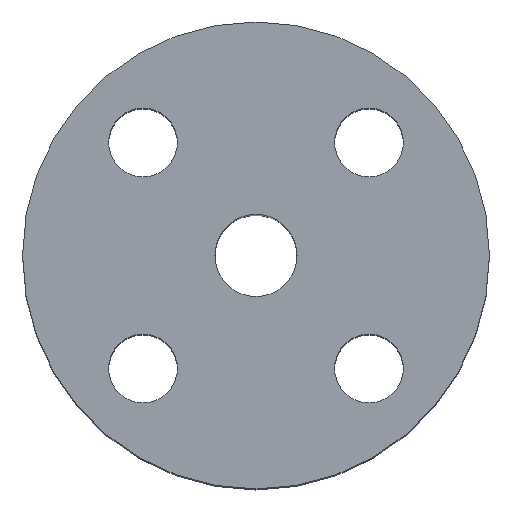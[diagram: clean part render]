
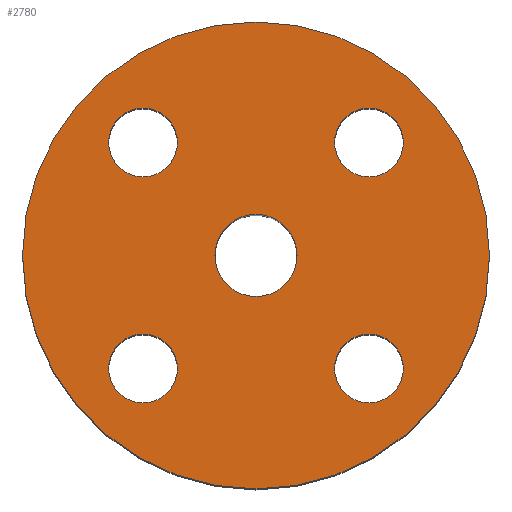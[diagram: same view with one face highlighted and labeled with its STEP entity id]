
A CAD part, top view. The second image highlights one B-rep face of the part: STEP entity #2780.
In plain terms, the highlighted planar face has unit normal (0, 0, 1).
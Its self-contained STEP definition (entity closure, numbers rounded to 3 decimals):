
#930 = CARTESIAN_POINT ( 'NONE',  ( 47.5, 0., 0. ) ) ;
#1083 = VERTEX_POINT ( 'NONE', #4334 ) ;
#1692 = DIRECTION ( 'NONE',  ( 0., 0., 1. ) ) ;
#1835 = EDGE_CURVE ( 'NONE', #19069, #5727, #11618, .T. ) ;
#1837 = CARTESIAN_POINT ( 'NONE',  ( 22.981, -22.981, 0. ) ) ;
#2054 = CARTESIAN_POINT ( 'NONE',  ( 0., 0., 0. ) ) ;
#2082 = DIRECTION ( 'NONE',  ( 0., -1., 0. ) ) ;
#2174 = DIRECTION ( 'NONE',  ( 0., 0., 1. ) ) ;
#2323 = DIRECTION ( 'NONE',  ( 0., 0., 1. ) ) ;
#2594 = AXIS2_PLACEMENT_3D ( 'NONE', #23377, #21179, #2082 ) ;
#2613 = CARTESIAN_POINT ( 'NONE',  ( 0., 0., 0. ) ) ;
#2749 = DIRECTION ( 'NONE',  ( 1., 0., 0. ) ) ;
#2780 = ADVANCED_FACE ( 'NONE', ( #18662, #3819, #26906, #3961, #18389, #24697 ), #11918, .F. ) ;
#2841 = AXIS2_PLACEMENT_3D ( 'NONE', #11122, #19636, #25951 ) ;
#3458 = EDGE_CURVE ( 'NONE', #8367, #21944, #26834, .T. ) ;
#3819 = FACE_BOUND ( 'NONE', #7411, .T. ) ;
#3961 = FACE_BOUND ( 'NONE', #13628, .T. ) ;
#4089 = EDGE_CURVE ( 'NONE', #20050, #21605, #4468, .T. ) ;
#4108 = ORIENTED_EDGE ( 'NONE', *, *, #5104, .F. ) ;
#4287 = CARTESIAN_POINT ( 'NONE',  ( -22.981, -22.981, 0. ) ) ;
#4334 = CARTESIAN_POINT ( 'NONE',  ( -29.981, 22.981, 0. ) ) ;
#4468 = CIRCLE ( 'NONE', #15874, 8.35 ) ;
#4990 = ORIENTED_EDGE ( 'NONE', *, *, #4089, .F. ) ;
#5097 = DIRECTION ( 'NONE',  ( -1., 0., 0. ) ) ;
#5104 = EDGE_CURVE ( 'NONE', #1083, #5186, #27174, .T. ) ;
#5120 = EDGE_LOOP ( 'NONE', ( #4990, #18320 ) ) ;
#5186 = VERTEX_POINT ( 'NONE', #5636 ) ;
#5209 = CIRCLE ( 'NONE', #6546, 7. ) ;
#5373 = DIRECTION ( 'NONE',  ( 0., 0., 1. ) ) ;
#5636 = CARTESIAN_POINT ( 'NONE',  ( -15.981, 22.981, 0. ) ) ;
#5727 = VERTEX_POINT ( 'NONE', #16387 ) ;
#6053 = CARTESIAN_POINT ( 'NONE',  ( 29.981, -22.981, 0. ) ) ;
#6316 = CARTESIAN_POINT ( 'NONE',  ( 0., 0., 0. ) ) ;
#6546 = AXIS2_PLACEMENT_3D ( 'NONE', #7161, #5373, #11679 ) ;
#6697 = EDGE_CURVE ( 'NONE', #5186, #1083, #14161, .T. ) ;
#6785 = ORIENTED_EDGE ( 'NONE', *, *, #3458, .T. ) ;
#7154 = CARTESIAN_POINT ( 'NONE',  ( -22.981, 22.981, 0. ) ) ;
#7161 = CARTESIAN_POINT ( 'NONE',  ( 22.981, 22.981, 0. ) ) ;
#7411 = EDGE_LOOP ( 'NONE', ( #14416, #8938 ) ) ;
#7530 = CARTESIAN_POINT ( 'NONE',  ( 29.981, 22.981, 0. ) ) ;
#8367 = VERTEX_POINT ( 'NONE', #13876 ) ;
#8743 = CIRCLE ( 'NONE', #2594, 7. ) ;
#8771 = EDGE_LOOP ( 'NONE', ( #10937, #4108 ) ) ;
#8938 = ORIENTED_EDGE ( 'NONE', *, *, #11912, .F. ) ;
#9081 = DIRECTION ( 'NONE',  ( 0., 0., 1. ) ) ;
#9307 = EDGE_CURVE ( 'NONE', #10904, #23224, #23336, .T. ) ;
#9827 = CARTESIAN_POINT ( 'NONE',  ( 15.981, -22.981, 0. ) ) ;
#10229 = ORIENTED_EDGE ( 'NONE', *, *, #23887, .F. ) ;
#10517 = CIRCLE ( 'NONE', #17080, 7. ) ;
#10843 = AXIS2_PLACEMENT_3D ( 'NONE', #13988, #16465, #12339 ) ;
#10876 = DIRECTION ( 'NONE',  ( 0., 1., 0. ) ) ;
#10904 = VERTEX_POINT ( 'NONE', #6053 ) ;
#10937 = ORIENTED_EDGE ( 'NONE', *, *, #6697, .F. ) ;
#11009 = EDGE_LOOP ( 'NONE', ( #14960, #6785 ) ) ;
#11122 = CARTESIAN_POINT ( 'NONE',  ( 22.981, 22.981, 0. ) ) ;
#11205 = CARTESIAN_POINT ( 'NONE',  ( 0., 0., 0. ) ) ;
#11431 = ORIENTED_EDGE ( 'NONE', *, *, #12949, .F. ) ;
#11618 = CIRCLE ( 'NONE', #20850, 7. ) ;
#11679 = DIRECTION ( 'NONE',  ( 1., 0., 0. ) ) ;
#11812 = EDGE_CURVE ( 'NONE', #23224, #10904, #8743, .T. ) ;
#11912 = EDGE_CURVE ( 'NONE', #5727, #19069, #10517, .T. ) ;
#11918 = PLANE ( 'NONE',  #10843 ) ;
#12021 = CARTESIAN_POINT ( 'NONE',  ( -8.35, 0., 0. ) ) ;
#12339 = DIRECTION ( 'NONE',  ( -1., 0., 0. ) ) ;
#12447 = ORIENTED_EDGE ( 'NONE', *, *, #11812, .F. ) ;
#12707 = DIRECTION ( 'NONE',  ( 0., 1., 0. ) ) ;
#12949 = EDGE_CURVE ( 'NONE', #21807, #24028, #5209, .T. ) ;
#13008 = EDGE_CURVE ( 'NONE', #21944, #8367, #18382, .T. ) ;
#13052 = DIRECTION ( 'NONE',  ( -1., 0., 0. ) ) ;
#13382 = CIRCLE ( 'NONE', #2841, 7. ) ;
#13560 = AXIS2_PLACEMENT_3D ( 'NONE', #2054, #2323, #19093 ) ;
#13628 = EDGE_LOOP ( 'NONE', ( #10229, #11431 ) ) ;
#13697 = EDGE_LOOP ( 'NONE', ( #26383, #12447 ) ) ;
#13876 = CARTESIAN_POINT ( 'NONE',  ( -47.5, 0., 0. ) ) ;
#13988 = CARTESIAN_POINT ( 'NONE',  ( 0., 8.35, 0. ) ) ;
#14161 = CIRCLE ( 'NONE', #18996, 7. ) ;
#14416 = ORIENTED_EDGE ( 'NONE', *, *, #1835, .F. ) ;
#14845 = EDGE_CURVE ( 'NONE', #21605, #20050, #17025, .T. ) ;
#14960 = ORIENTED_EDGE ( 'NONE', *, *, #13008, .T. ) ;
#15335 = AXIS2_PLACEMENT_3D ( 'NONE', #7154, #25705, #10876 ) ;
#15874 = AXIS2_PLACEMENT_3D ( 'NONE', #6316, #2174, #25531 ) ;
#16387 = CARTESIAN_POINT ( 'NONE',  ( -29.981, -22.981, 0. ) ) ;
#16465 = DIRECTION ( 'NONE',  ( 0., 0., -1. ) ) ;
#17025 = CIRCLE ( 'NONE', #19219, 8.35 ) ;
#17080 = AXIS2_PLACEMENT_3D ( 'NONE', #4287, #21714, #5097 ) ;
#17315 = CARTESIAN_POINT ( 'NONE',  ( -22.981, -22.981, 0. ) ) ;
#18320 = ORIENTED_EDGE ( 'NONE', *, *, #14845, .F. ) ;
#18382 = CIRCLE ( 'NONE', #13560, 47.5 ) ;
#18389 = FACE_BOUND ( 'NONE', #5120, .T. ) ;
#18662 = FACE_BOUND ( 'NONE', #13697, .T. ) ;
#18996 = AXIS2_PLACEMENT_3D ( 'NONE', #23555, #21494, #12707 ) ;
#19069 = VERTEX_POINT ( 'NONE', #26198 ) ;
#19093 = DIRECTION ( 'NONE',  ( 1., 0., 0. ) ) ;
#19219 = AXIS2_PLACEMENT_3D ( 'NONE', #2613, #9081, #2749 ) ;
#19636 = DIRECTION ( 'NONE',  ( 0., 0., 1. ) ) ;
#20050 = VERTEX_POINT ( 'NONE', #20364 ) ;
#20364 = CARTESIAN_POINT ( 'NONE',  ( 8.35, 0., 0. ) ) ;
#20850 = AXIS2_PLACEMENT_3D ( 'NONE', #17315, #21297, #13052 ) ;
#21179 = DIRECTION ( 'NONE',  ( 0., 0., 1. ) ) ;
#21297 = DIRECTION ( 'NONE',  ( 0., 0., 1. ) ) ;
#21494 = DIRECTION ( 'NONE',  ( 0., 0., 1. ) ) ;
#21605 = VERTEX_POINT ( 'NONE', #12021 ) ;
#21714 = DIRECTION ( 'NONE',  ( 0., 0., 1. ) ) ;
#21807 = VERTEX_POINT ( 'NONE', #23341 ) ;
#21944 = VERTEX_POINT ( 'NONE', #930 ) ;
#23003 = DIRECTION ( 'NONE',  ( 0., -1., 0. ) ) ;
#23224 = VERTEX_POINT ( 'NONE', #9827 ) ;
#23328 = AXIS2_PLACEMENT_3D ( 'NONE', #11205, #26033, #23437 ) ;
#23336 = CIRCLE ( 'NONE', #26840, 7. ) ;
#23341 = CARTESIAN_POINT ( 'NONE',  ( 15.981, 22.981, 0. ) ) ;
#23377 = CARTESIAN_POINT ( 'NONE',  ( 22.981, -22.981, 0. ) ) ;
#23437 = DIRECTION ( 'NONE',  ( 1., 0., 0. ) ) ;
#23555 = CARTESIAN_POINT ( 'NONE',  ( -22.981, 22.981, 0. ) ) ;
#23887 = EDGE_CURVE ( 'NONE', #24028, #21807, #13382, .T. ) ;
#24028 = VERTEX_POINT ( 'NONE', #7530 ) ;
#24697 = FACE_OUTER_BOUND ( 'NONE', #11009, .T. ) ;
#25531 = DIRECTION ( 'NONE',  ( 1., 0., 0. ) ) ;
#25705 = DIRECTION ( 'NONE',  ( 0., 0., 1. ) ) ;
#25951 = DIRECTION ( 'NONE',  ( 1., 0., 0. ) ) ;
#26033 = DIRECTION ( 'NONE',  ( 0., 0., 1. ) ) ;
#26198 = CARTESIAN_POINT ( 'NONE',  ( -15.981, -22.981, 0. ) ) ;
#26383 = ORIENTED_EDGE ( 'NONE', *, *, #9307, .F. ) ;
#26834 = CIRCLE ( 'NONE', #23328, 47.5 ) ;
#26840 = AXIS2_PLACEMENT_3D ( 'NONE', #1837, #1692, #23003 ) ;
#26906 = FACE_BOUND ( 'NONE', #8771, .T. ) ;
#27174 = CIRCLE ( 'NONE', #15335, 7. ) ;
